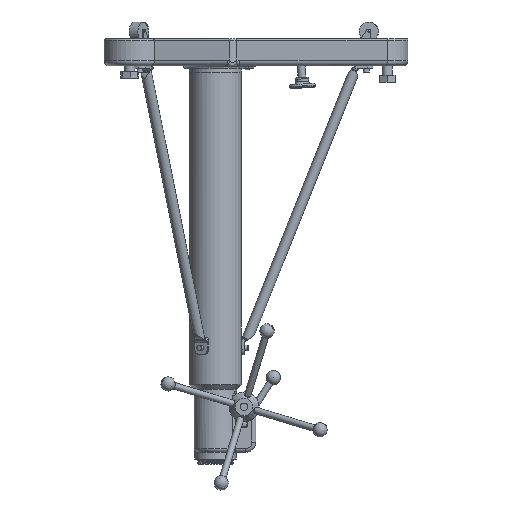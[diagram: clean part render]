
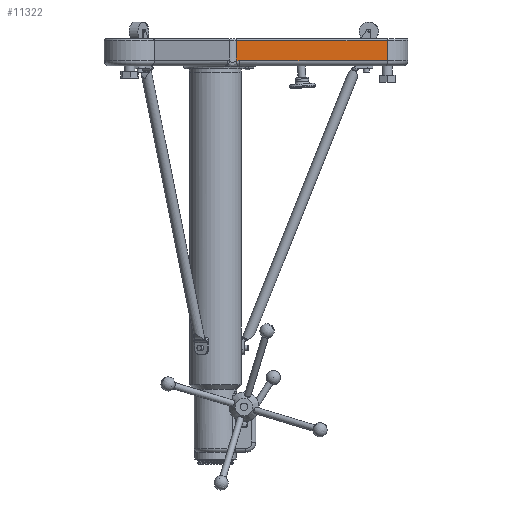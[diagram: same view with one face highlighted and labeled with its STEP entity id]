
A CAD part, front view. The second image highlights one B-rep face of the part: STEP entity #11322.
In plain terms, the highlighted planar face has unit normal (0, -1, 0).
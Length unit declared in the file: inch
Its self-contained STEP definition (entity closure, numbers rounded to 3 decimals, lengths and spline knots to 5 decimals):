
#819 = DIRECTION ( 'NONE',  ( 1., 0., 0. ) ) ;
#852 = CARTESIAN_POINT ( 'NONE',  ( 16.49859, -2.75, -1.613 ) ) ;
#856 = CARTESIAN_POINT ( 'NONE',  ( 2.01573, -2.75, -1.64886 ) ) ;
#857 = CARTESIAN_POINT ( 'NONE',  ( 2.07002, -2.75, -1.63723 ) ) ;
#858 = CARTESIAN_POINT ( 'NONE',  ( 2.01573, -2.75, 0.512 ) ) ;
#859 = CARTESIAN_POINT ( 'NONE',  ( 2.12462, -2.75, -1.62831 ) ) ;
#860 = CARTESIAN_POINT ( 'NONE',  ( 2.23443, -2.75, -1.6162 ) ) ;
#861 = CARTESIAN_POINT ( 'NONE',  ( 2.28964, -2.75, -1.613 ) ) ;
#862 = CARTESIAN_POINT ( 'NONE',  ( 2.34521, -2.75, -1.613 ) ) ;
#863 = DIRECTION ( 'NONE',  ( 0., 0., -1. ) ) ;
#864 = DIRECTION ( 'NONE',  ( -1., 0., 0. ) ) ;
#865 = CARTESIAN_POINT ( 'NONE',  ( 2.01573, -2.75, 0.3245 ) ) ;
#866 = DIRECTION ( 'NONE',  ( 0., 0., -1. ) ) ;
#868 = CARTESIAN_POINT ( 'NONE',  ( 16.49859, -2.75, 0.512 ) ) ;
#895 = VERTEX_POINT ( 'NONE', #9862 ) ;
#923 = VERTEX_POINT ( 'NONE', #9787 ) ;
#928 = VERTEX_POINT ( 'NONE', #9856 ) ;
#934 = VERTEX_POINT ( 'NONE', #9797 ) ;
#952 = VERTEX_POINT ( 'NONE', #9817 ) ;
#9514 = EDGE_LOOP ( 'NONE', ( #14489, #14473, #13506, #14224, #13647 ) ) ;
#9787 = CARTESIAN_POINT ( 'NONE',  ( 2.01573, -2.75, -1.64886 ) ) ;
#9797 = CARTESIAN_POINT ( 'NONE',  ( 2.34521, -2.75, -1.613 ) ) ;
#9817 = CARTESIAN_POINT ( 'NONE',  ( 16.49859, -2.75, 0.3245 ) ) ;
#9856 = CARTESIAN_POINT ( 'NONE',  ( 2.01573, -2.75, 0.3245 ) ) ;
#9862 = CARTESIAN_POINT ( 'NONE',  ( 16.49859, -2.75, -1.613 ) ) ;
#10014 = B_SPLINE_CURVE_WITH_KNOTS ( 'NONE', 3,
 ( #856, #857, #859, #860, #861, #862 ),
 .UNSPECIFIED., .F., .F.,
 ( 4, 2, 4 ),
 ( 0., 0.00421, 0.00842 ),
 .UNSPECIFIED. ) ;
#11322 = ADVANCED_FACE ( 'NONE', ( #19616 ), #21197, .F. ) ;
#13506 = ORIENTED_EDGE ( 'NONE', *, *, #13528, .T. ) ;
#13523 = EDGE_CURVE ( 'NONE', #934, #895, #24765, .T. ) ;
#13526 = EDGE_CURVE ( 'NONE', #923, #934, #10014, .T. ) ;
#13528 = EDGE_CURVE ( 'NONE', #928, #923, #24770, .T. ) ;
#13533 = EDGE_CURVE ( 'NONE', #952, #928, #24767, .T. ) ;
#13538 = EDGE_CURVE ( 'NONE', #952, #895, #24772, .T. ) ;
#13647 = ORIENTED_EDGE ( 'NONE', *, *, #13523, .T. ) ;
#14224 = ORIENTED_EDGE ( 'NONE', *, *, #13526, .T. ) ;
#14473 = ORIENTED_EDGE ( 'NONE', *, *, #13533, .T. ) ;
#14489 = ORIENTED_EDGE ( 'NONE', *, *, #13538, .F. ) ;
#16461 = AXIS2_PLACEMENT_3D ( 'NONE', #21194, #21199, #21200 ) ;
#19616 = FACE_OUTER_BOUND ( 'NONE', #9514, .T. ) ;
#21194 = CARTESIAN_POINT ( 'NONE',  ( 2.01573, -2.75, 0.512 ) ) ;
#21197 = PLANE ( 'NONE',  #16461 ) ;
#21199 = DIRECTION ( 'NONE',  ( 0., 1., 0. ) ) ;
#21200 = DIRECTION ( 'NONE',  ( -1., 0., 0. ) ) ;
#24765 = LINE ( 'NONE', #852, #24769 ) ;
#24767 = LINE ( 'NONE', #865, #24773 ) ;
#24769 = VECTOR ( 'NONE', #819, 39.37008 ) ;
#24770 = LINE ( 'NONE', #858, #24771 ) ;
#24771 = VECTOR ( 'NONE', #863, 39.37008 ) ;
#24772 = LINE ( 'NONE', #868, #24775 ) ;
#24773 = VECTOR ( 'NONE', #864, 39.37008 ) ;
#24775 = VECTOR ( 'NONE', #866, 39.37008 ) ;
